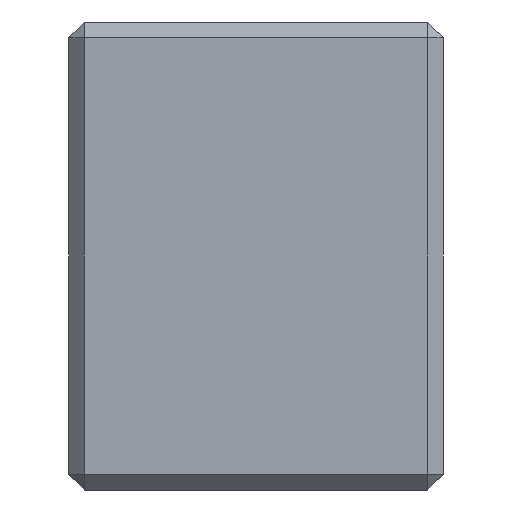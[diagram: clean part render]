
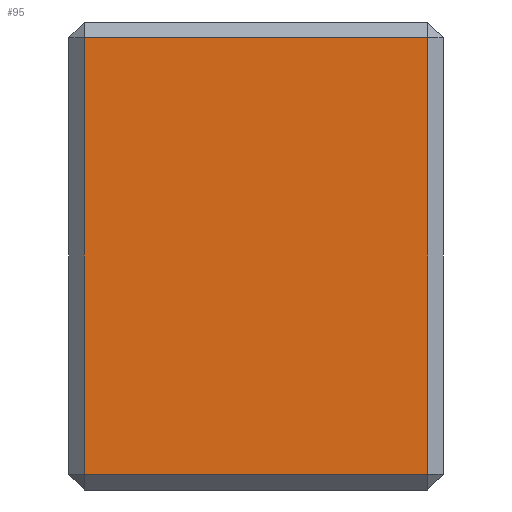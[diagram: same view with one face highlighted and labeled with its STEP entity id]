
A CAD part, left-side view. The second image highlights one B-rep face of the part: STEP entity #95.
In plain terms, the highlighted planar face has unit normal (-1, 0, 0).
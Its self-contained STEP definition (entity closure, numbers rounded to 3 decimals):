
#95 = ADVANCED_FACE( '', ( #142 ), #143, .F. );
#142 = FACE_OUTER_BOUND( '', #194, .T. );
#143 = PLANE( '', #195 );
#194 = EDGE_LOOP( '', ( #341, #342, #343, #344 ) );
#195 = AXIS2_PLACEMENT_3D( '', #345, #346, #347 );
#341 = ORIENTED_EDGE( '', *, *, #423, .T. );
#342 = ORIENTED_EDGE( '', *, *, #385, .T. );
#343 = ORIENTED_EDGE( '', *, *, #424, .T. );
#344 = ORIENTED_EDGE( '', *, *, #416, .T. );
#345 = CARTESIAN_POINT( '', ( -50., -6., -7.5 ) );
#346 = DIRECTION( '', ( 1., 0., 0. ) );
#347 = DIRECTION( '', ( 0., 1., 0. ) );
#385 = EDGE_CURVE( '', #438, #436, #439, .T. );
#416 = EDGE_CURVE( '', #482, #484, #486, .T. );
#423 = EDGE_CURVE( '', #484, #438, #495, .T. );
#424 = EDGE_CURVE( '', #436, #482, #496, .T. );
#436 = VERTEX_POINT( '', #512 );
#438 = VERTEX_POINT( '', #515 );
#439 = LINE( '', #516, #517 );
#482 = VERTEX_POINT( '', #588 );
#484 = VERTEX_POINT( '', #591 );
#486 = LINE( '', #594, #595 );
#495 = LINE( '', #610, #611 );
#496 = LINE( '', #612, #613 );
#512 = CARTESIAN_POINT( '', ( -50., -5.5, 7. ) );
#515 = CARTESIAN_POINT( '', ( -50., -5.5, -7. ) );
#516 = CARTESIAN_POINT( '', ( -50., -5.5, -7.5 ) );
#517 = VECTOR( '', #625, 1000. );
#588 = CARTESIAN_POINT( '', ( -50., 5.5, 7. ) );
#591 = CARTESIAN_POINT( '', ( -50., 5.5, -7. ) );
#594 = CARTESIAN_POINT( '', ( -50., 5.5, -7.5 ) );
#595 = VECTOR( '', #656, 1000. );
#610 = CARTESIAN_POINT( '', ( -50., -6., -7. ) );
#611 = VECTOR( '', #663, 1000. );
#612 = CARTESIAN_POINT( '', ( -50., -6., 7. ) );
#613 = VECTOR( '', #664, 1000. );
#625 = DIRECTION( '', ( 0., 0., 1. ) );
#656 = DIRECTION( '', ( 0., 0., -1. ) );
#663 = DIRECTION( '', ( 0., -1., 0. ) );
#664 = DIRECTION( '', ( 0., 1., 0. ) );
